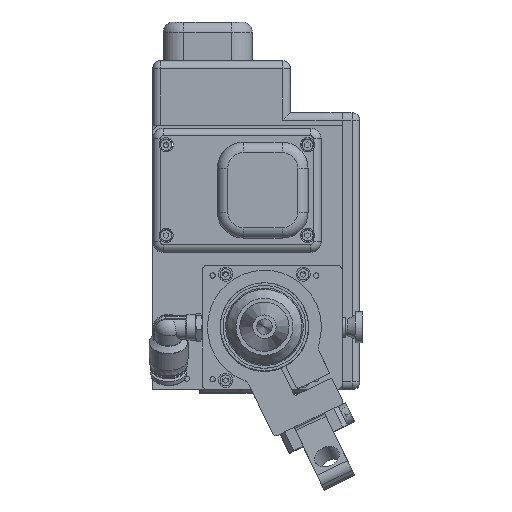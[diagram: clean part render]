
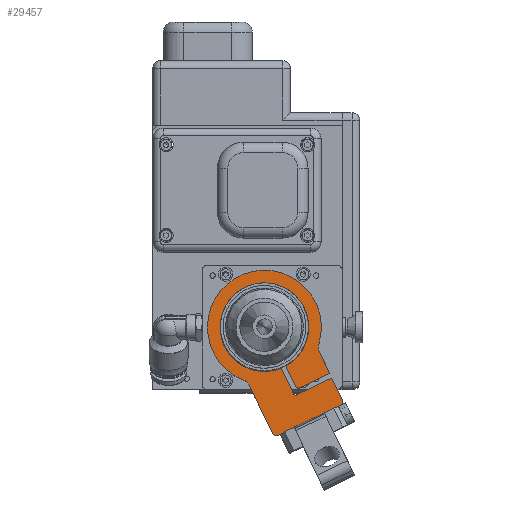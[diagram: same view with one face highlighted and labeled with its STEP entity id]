
A CAD part, top view. The second image highlights one B-rep face of the part: STEP entity #29457.
In plain terms, the highlighted planar face has unit normal (0, 0, 1).
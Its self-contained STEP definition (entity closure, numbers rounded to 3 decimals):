
#118 = VECTOR ( 'NONE', #34558, 1000. ) ;
#166 = EDGE_CURVE ( 'NONE', #24504, #11976, #40093, .T. ) ;
#493 = CARTESIAN_POINT ( 'NONE',  ( 28.487, -54.336, 118.477 ) ) ;
#601 = DIRECTION ( 'NONE',  ( 0., 0., 1. ) ) ;
#666 = VERTEX_POINT ( 'NONE', #38984 ) ;
#1076 = CIRCLE ( 'NONE', #19923, 1. ) ;
#1134 = VERTEX_POINT ( 'NONE', #31004 ) ;
#1544 = EDGE_CURVE ( 'NONE', #11976, #22436, #36396, .T. ) ;
#1773 = ORIENTED_EDGE ( 'NONE', *, *, #27985, .T. ) ;
#2137 = LINE ( 'NONE', #20852, #23837 ) ;
#2139 = CARTESIAN_POINT ( 'NONE',  ( 17.694, -29.567, 118.477 ) ) ;
#3235 = FACE_OUTER_BOUND ( 'NONE', #11399, .T. ) ;
#3438 = ORIENTED_EDGE ( 'NONE', *, *, #31469, .T. ) ;
#3528 = DIRECTION ( 'NONE',  ( 0.433, -0.901, 0. ) ) ;
#3574 = CARTESIAN_POINT ( 'NONE',  ( 42.007, -47.839, 118.477 ) ) ;
#3643 = CIRCLE ( 'NONE', #34212, 4. ) ;
#3920 = LINE ( 'NONE', #493, #12762 ) ;
#4343 = ORIENTED_EDGE ( 'NONE', *, *, #20274, .F. ) ;
#4455 = EDGE_CURVE ( 'NONE', #14504, #32533, #3643, .T. ) ;
#4485 = VERTEX_POINT ( 'NONE', #13273 ) ;
#5001 = EDGE_CURVE ( 'NONE', #17741, #18821, #2137, .T. ) ;
#5974 = DIRECTION ( 'NONE',  ( 0., 0., -1. ) ) ;
#5992 = DIRECTION ( 'NONE',  ( 0., 0., 1. ) ) ;
#6310 = CARTESIAN_POINT ( 'NONE',  ( 8.807, -50.5, 118.477 ) ) ;
#6380 = DIRECTION ( 'NONE',  ( 0., 0., 1. ) ) ;
#6507 = VERTEX_POINT ( 'NONE', #7074 ) ;
#6619 = ORIENTED_EDGE ( 'NONE', *, *, #1544, .F. ) ;
#6694 = CARTESIAN_POINT ( 'NONE',  ( 30.312, -23.503, 118.477 ) ) ;
#6728 = DIRECTION ( 'NONE',  ( 0.901, 0.433, 0. ) ) ;
#7070 = CARTESIAN_POINT ( 'NONE',  ( 16.792, -30., 118.477 ) ) ;
#7074 = CARTESIAN_POINT ( 'NONE',  ( 19.732, -70.748, 118.477 ) ) ;
#7681 = ORIENTED_EDGE ( 'NONE', *, *, #23005, .T. ) ;
#7697 = CARTESIAN_POINT ( 'NONE',  ( 41.605, -37.767, 118.477 ) ) ;
#7994 = CARTESIAN_POINT ( 'NONE',  ( 42.873, -49.641, 118.477 ) ) ;
#8792 = DIRECTION ( 'NONE',  ( 0., 0., 1. ) ) ;
#8841 = EDGE_CURVE ( 'NONE', #24360, #14504, #17362, .T. ) ;
#9019 = DIRECTION ( 'NONE',  ( 0.433, -0.901, 0. ) ) ;
#9227 = CARTESIAN_POINT ( 'NONE',  ( 44.969, -58.62, 118.477 ) ) ;
#9314 = ORIENTED_EDGE ( 'NONE', *, *, #4455, .T. ) ;
#10399 = ORIENTED_EDGE ( 'NONE', *, *, #5001, .F. ) ;
#10736 = DIRECTION ( 'NONE',  ( 0.433, -0.901, 0. ) ) ;
#11030 = ORIENTED_EDGE ( 'NONE', *, *, #21716, .T. ) ;
#11072 = EDGE_CURVE ( 'NONE', #6507, #18821, #36350, .T. ) ;
#11399 = EDGE_LOOP ( 'NONE', ( #33332, #11030, #11850, #35305, #7681, #27296, #9314, #16347, #34206, #10399, #1773, #6619, #13936, #3438, #37999, #4343 ) ) ;
#11850 = ORIENTED_EDGE ( 'NONE', *, *, #31870, .T. ) ;
#11938 = CARTESIAN_POINT ( 'NONE',  ( 30.312, -23.503, 118.477 ) ) ;
#11976 = VERTEX_POINT ( 'NONE', #7994 ) ;
#12163 = CARTESIAN_POINT ( 'NONE',  ( 29.353, -56.139, 118.477 ) ) ;
#12677 = CIRCLE ( 'NONE', #27033, 17.1 ) ;
#12717 = VERTEX_POINT ( 'NONE', #20476 ) ;
#12762 = VECTOR ( 'NONE', #16128, 1000. ) ;
#12785 = LINE ( 'NONE', #6694, #12903 ) ;
#12903 = VECTOR ( 'NONE', #10736, 1000. ) ;
#13185 = CARTESIAN_POINT ( 'NONE',  ( 16.792, -30., 118.477 ) ) ;
#13273 = CARTESIAN_POINT ( 'NONE',  ( 23.285, -45.82, 118.477 ) ) ;
#13529 = CARTESIAN_POINT ( 'NONE',  ( 10.96, -52.494, 118.477 ) ) ;
#13936 = ORIENTED_EDGE ( 'NONE', *, *, #166, .F. ) ;
#14112 = DIRECTION ( 'NONE',  ( 0.433, -0.901, 0. ) ) ;
#14504 = VERTEX_POINT ( 'NONE', #6310 ) ;
#14575 = DIRECTION ( 'NONE',  ( 0., 0., -1. ) ) ;
#14999 = CIRCLE ( 'NONE', #31963, 2. ) ;
#15274 = EDGE_CURVE ( 'NONE', #32533, #6507, #40002, .T. ) ;
#15449 = CARTESIAN_POINT ( 'NONE',  ( 29.353, -56.139, 118.477 ) ) ;
#16128 = DIRECTION ( 'NONE',  ( 0.901, 0.433, 0. ) ) ;
#16202 = AXIS2_PLACEMENT_3D ( 'NONE', #34739, #18420, #30871 ) ;
#16347 = ORIENTED_EDGE ( 'NONE', *, *, #15274, .T. ) ;
#17191 = CARTESIAN_POINT ( 'NONE',  ( 28.92, -55.237, 118.477 ) ) ;
#17284 = CARTESIAN_POINT ( 'NONE',  ( 37.788, -36.572, 118.477 ) ) ;
#17362 = CIRCLE ( 'NONE', #36884, 22. ) ;
#17741 = VERTEX_POINT ( 'NONE', #30786 ) ;
#18261 = VECTOR ( 'NONE', #6728, 1000. ) ;
#18404 = DIRECTION ( 'NONE',  ( 0.433, -0.901, 0. ) ) ;
#18420 = DIRECTION ( 'NONE',  ( 0., 0., 1. ) ) ;
#18526 = AXIS2_PLACEMENT_3D ( 'NONE', #33671, #8792, #26982 ) ;
#18821 = VERTEX_POINT ( 'NONE', #34787 ) ;
#19047 = CARTESIAN_POINT ( 'NONE',  ( 3.272, -36.497, 118.477 ) ) ;
#19482 = DIRECTION ( 'NONE',  ( 0.433, -0.901, 0. ) ) ;
#19741 = EDGE_CURVE ( 'NONE', #4485, #26743, #29003, .T. ) ;
#19923 = AXIS2_PLACEMENT_3D ( 'NONE', #17191, #5974, #9019 ) ;
#20256 = DIRECTION ( 'NONE',  ( -0.901, -0.433, 0. ) ) ;
#20274 = EDGE_CURVE ( 'NONE', #22575, #4485, #12677, .T. ) ;
#20476 = CARTESIAN_POINT ( 'NONE',  ( 38., -39.5, 118.477 ) ) ;
#20545 = AXIS2_PLACEMENT_3D ( 'NONE', #7697, #14575, #36197 ) ;
#20852 = CARTESIAN_POINT ( 'NONE',  ( 34.118, -66.053, 118.477 ) ) ;
#21413 = AXIS2_PLACEMENT_3D ( 'NONE', #13185, #601, #28704 ) ;
#21716 = EDGE_CURVE ( 'NONE', #1134, #666, #27029, .T. ) ;
#21972 = PLANE ( 'NONE',  #21413 ) ;
#22436 = VERTEX_POINT ( 'NONE', #35164 ) ;
#22575 = VERTEX_POINT ( 'NONE', #33107 ) ;
#22663 = DIRECTION ( 'NONE',  ( 0.433, -0.901, 0. ) ) ;
#22676 = CARTESIAN_POINT ( 'NONE',  ( 15.891, -30.433, 118.477 ) ) ;
#23005 = EDGE_CURVE ( 'NONE', #12717, #24360, #27087, .T. ) ;
#23837 = VECTOR ( 'NONE', #20256, 1000. ) ;
#24360 = VERTEX_POINT ( 'NONE', #17284 ) ;
#24416 = DIRECTION ( 'NONE',  ( 0.433, -0.901, 0. ) ) ;
#24504 = VERTEX_POINT ( 'NONE', #12163 ) ;
#25110 = EDGE_CURVE ( 'NONE', #22575, #1134, #29444, .T. ) ;
#25360 = CARTESIAN_POINT ( 'NONE',  ( 7.355, -54.227, 118.477 ) ) ;
#26743 = VERTEX_POINT ( 'NONE', #36866 ) ;
#26982 = DIRECTION ( 'NONE',  ( 0.433, -0.901, 0. ) ) ;
#27029 = CIRCLE ( 'NONE', #18526, 1. ) ;
#27033 = AXIS2_PLACEMENT_3D ( 'NONE', #27222, #5992, #18404 ) ;
#27087 = CIRCLE ( 'NONE', #20545, 4. ) ;
#27222 = CARTESIAN_POINT ( 'NONE',  ( 16.792, -30., 118.477 ) ) ;
#27296 = ORIENTED_EDGE ( 'NONE', *, *, #8841, .T. ) ;
#27985 = EDGE_CURVE ( 'NONE', #17741, #22436, #14999, .T. ) ;
#28704 = DIRECTION ( 'NONE',  ( 0.433, -0.901, 0. ) ) ;
#29003 = LINE ( 'NONE', #22676, #39298 ) ;
#29444 = LINE ( 'NONE', #2139, #31076 ) ;
#29457 = ADVANCED_FACE ( 'NONE', ( #3235 ), #21972, .T. ) ;
#30786 = CARTESIAN_POINT ( 'NONE',  ( 45.835, -60.422, 118.477 ) ) ;
#30871 = DIRECTION ( 'NONE',  ( 0.433, -0.901, 0. ) ) ;
#31004 = CARTESIAN_POINT ( 'NONE',  ( 28.955, -53.001, 118.477 ) ) ;
#31076 = VECTOR ( 'NONE', #14112, 1000. ) ;
#31236 = DIRECTION ( 'NONE',  ( 0., 0., -1. ) ) ;
#31469 = EDGE_CURVE ( 'NONE', #24504, #26743, #1076, .T. ) ;
#31870 = EDGE_CURVE ( 'NONE', #666, #33179, #3920, .T. ) ;
#31963 = AXIS2_PLACEMENT_3D ( 'NONE', #9227, #6380, #34896 ) ;
#32533 = VERTEX_POINT ( 'NONE', #13529 ) ;
#33107 = CARTESIAN_POINT ( 'NONE',  ( 25.088, -44.953, 118.477 ) ) ;
#33179 = VERTEX_POINT ( 'NONE', #3574 ) ;
#33314 = VECTOR ( 'NONE', #24416, 1000. ) ;
#33332 = ORIENTED_EDGE ( 'NONE', *, *, #25110, .T. ) ;
#33671 = CARTESIAN_POINT ( 'NONE',  ( 29.857, -52.568, 118.477 ) ) ;
#34206 = ORIENTED_EDGE ( 'NONE', *, *, #11072, .T. ) ;
#34212 = AXIS2_PLACEMENT_3D ( 'NONE', #25360, #31236, #22663 ) ;
#34558 = DIRECTION ( 'NONE',  ( 0.433, -0.901, 0. ) ) ;
#34659 = EDGE_CURVE ( 'NONE', #12717, #33179, #12785, .T. ) ;
#34739 = CARTESIAN_POINT ( 'NONE',  ( 21.534, -69.881, 118.477 ) ) ;
#34787 = CARTESIAN_POINT ( 'NONE',  ( 22.401, -71.684, 118.477 ) ) ;
#34896 = DIRECTION ( 'NONE',  ( 0.433, -0.901, 0. ) ) ;
#35164 = CARTESIAN_POINT ( 'NONE',  ( 46.772, -57.753, 118.477 ) ) ;
#35305 = ORIENTED_EDGE ( 'NONE', *, *, #34659, .F. ) ;
#36197 = DIRECTION ( 'NONE',  ( 0.433, -0.901, 0. ) ) ;
#36350 = CIRCLE ( 'NONE', #16202, 2. ) ;
#36396 = LINE ( 'NONE', #11938, #33314 ) ;
#36866 = CARTESIAN_POINT ( 'NONE',  ( 28.019, -55.67, 118.477 ) ) ;
#36884 = AXIS2_PLACEMENT_3D ( 'NONE', #7070, #38000, #19482 ) ;
#37999 = ORIENTED_EDGE ( 'NONE', *, *, #19741, .F. ) ;
#38000 = DIRECTION ( 'NONE',  ( 0., 0., 1. ) ) ;
#38984 = CARTESIAN_POINT ( 'NONE',  ( 30.29, -53.47, 118.477 ) ) ;
#39298 = VECTOR ( 'NONE', #3528, 1000. ) ;
#40002 = LINE ( 'NONE', #19047, #118 ) ;
#40093 = LINE ( 'NONE', #15449, #18261 ) ;
